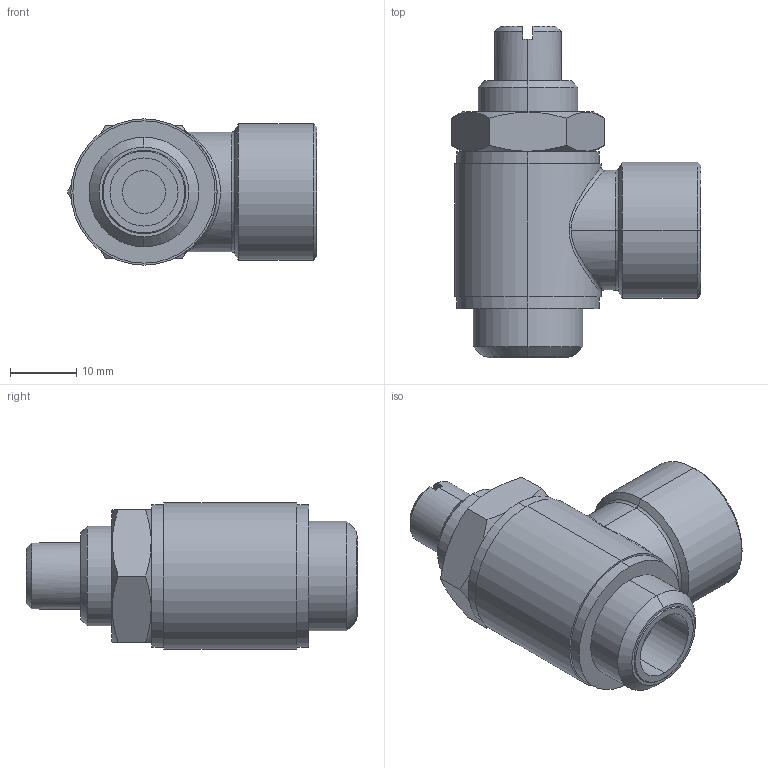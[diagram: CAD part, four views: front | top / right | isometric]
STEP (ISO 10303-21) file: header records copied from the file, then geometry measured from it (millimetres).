
FILE_DESCRIPTION (( 'STEP AP203' ), '1' );
FILE_NAME ('04070V03.STEP', '2010-04-28T09:52:38', ( '' ), ( 'sopra-pneumatic' ), 'SwSTEP 2.0', 'SolidWorks 2009', '' );
FILE_SCHEMA (( 'CONFIG_CONTROL_DESIGN' ));
Length unit declared in the file: millimetre
Products named in the file (1): 04070V03
Bounding box: 37.55 x 49.89 x 22 mm (x, y, z)
Volume: 15625.1 mm3; surface area: 5879 mm2
Topology: 1 solids, 3 shells, 72 faces, 153 edges, 98 vertices
Faces by surface type: cylinder 27, plane 25, cone 16, bspline 2, torus 2
Entity records: 3389 total; most frequent: CARTESIAN_POINT 1752, DIRECTION 337, ORIENTED_EDGE 306, EDGE_CURVE 153, AXIS2_PLACEMENT_3D 142, VERTEX_POINT 98, EDGE_LOOP 83, FACE_OUTER_BOUND 72
